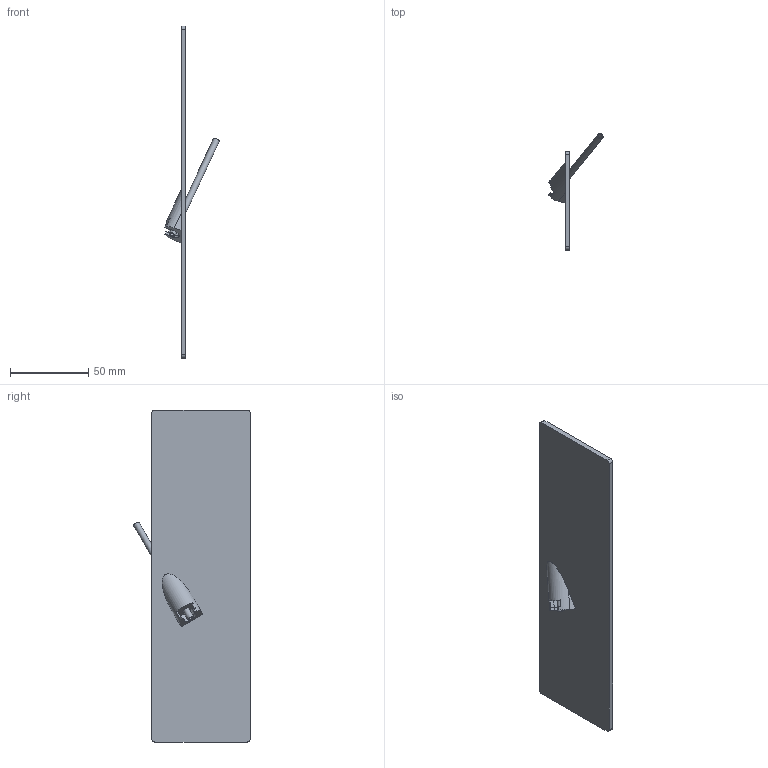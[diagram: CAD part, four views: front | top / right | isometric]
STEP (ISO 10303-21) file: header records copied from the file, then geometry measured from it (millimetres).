
FILE_DESCRIPTION(/* description */ (''),/* implementation_level */ '2;1');
FILE_NAME(/* name */ 'V0_Upper_Rear_Bowden_Inlet.step',/* time_stamp */ '2023-02-23T08:16:02-05:00',/* author */ (''),/* organization */ (''),/* preprocessor_version */ 'ST-DEVELOPER v19.2',/* originating_system */ 'Autodesk Translation Framework v11.17.0.187',/* authorisation */ '');
FILE_SCHEMA (('AUTOMOTIVE_DESIGN { 1 0 10303 214 3 1 1 }'));
Length unit declared in the file: millimetre
Products named in the file (3): (Unsaved); Upper_Rear_Bowden_Inlet; Reverse Bowden Tube
Assembly tree (2 placements, depth 3):
  (Unsaved)
    Upper_Rear_Bowden_Inlet
      Reverse Bowden Tube
Bounding box: 34.74 x 74.59 x 212 mm (x, y, z)
Volume: 42031.6 mm3; surface area: 30669.3 mm2
Topology: 2 solids, 2 shells, 32 faces, 80 edges, 53 vertices
Faces by surface type: plane 17, cylinder 14, bspline 1
Full cylindrical faces by diameter (mm): 3 x1, 4 x1, 4.4 x1
Entity records: 1235 total; most frequent: CARTESIAN_POINT 350, DIRECTION 181, ORIENTED_EDGE 160, EDGE_CURVE 80, AXIS2_PLACEMENT_3D 67, VERTEX_POINT 53, LINE 47, VECTOR 47
